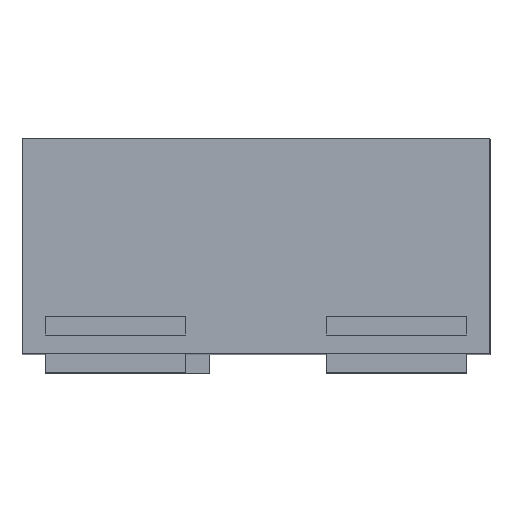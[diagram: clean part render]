
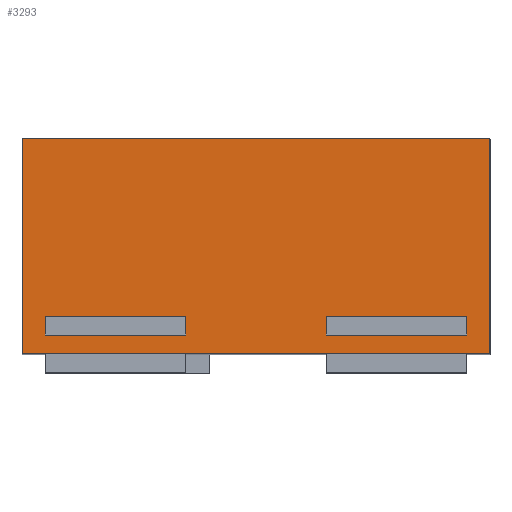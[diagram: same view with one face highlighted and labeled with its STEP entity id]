
A CAD part, top view. The second image highlights one B-rep face of the part: STEP entity #3293.
In plain terms, the highlighted planar face has unit normal (0, 0, 1).
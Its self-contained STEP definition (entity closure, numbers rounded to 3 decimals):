
#28 = FACE_BOUND ( 'NONE', #3861, .T. ) ;
#101 = EDGE_CURVE ( 'NONE', #2752, #3954, #3957, .T. ) ;
#149 = LINE ( 'NONE', #2985, #3117 ) ;
#216 = CARTESIAN_POINT ( 'NONE',  ( -0.45, 0.08, 0.725 ) ) ;
#221 = VECTOR ( 'NONE', #4840, 1000. ) ;
#368 = DIRECTION ( 'NONE',  ( 0., 1., 0. ) ) ;
#406 = EDGE_CURVE ( 'NONE', #3040, #5359, #1554, .T. ) ;
#424 = FACE_OUTER_BOUND ( 'NONE', #5328, .T. ) ;
#439 = LINE ( 'NONE', #4983, #956 ) ;
#746 = VERTEX_POINT ( 'NONE', #4589 ) ;
#756 = VECTOR ( 'NONE', #3683, 1000. ) ;
#817 = CARTESIAN_POINT ( 'NONE',  ( 0.5, 0.5, 0.725 ) ) ;
#874 = ORIENTED_EDGE ( 'NONE', *, *, #2903, .T. ) ;
#956 = VECTOR ( 'NONE', #3170, 1000. ) ;
#971 = CARTESIAN_POINT ( 'NONE',  ( -0.15, 0.12, 0.725 ) ) ;
#1229 = VECTOR ( 'NONE', #2597, 1000. ) ;
#1405 = ORIENTED_EDGE ( 'NONE', *, *, #2082, .T. ) ;
#1414 = VERTEX_POINT ( 'NONE', #971 ) ;
#1462 = ORIENTED_EDGE ( 'NONE', *, *, #4494, .T. ) ;
#1517 = ORIENTED_EDGE ( 'NONE', *, *, #3049, .T. ) ;
#1554 = LINE ( 'NONE', #1727, #1229 ) ;
#1677 = EDGE_LOOP ( 'NONE', ( #4282, #2371, #4894, #2321 ) ) ;
#1694 = CARTESIAN_POINT ( 'NONE',  ( 0.45, 0.08, 0.725 ) ) ;
#1727 = CARTESIAN_POINT ( 'NONE',  ( 0.5, 2.761, 0.725 ) ) ;
#1751 = ORIENTED_EDGE ( 'NONE', *, *, #406, .F. ) ;
#1764 = VECTOR ( 'NONE', #2675, 1000. ) ;
#1768 = CARTESIAN_POINT ( 'NONE',  ( 0.15, 0.08, 0.725 ) ) ;
#1786 = ORIENTED_EDGE ( 'NONE', *, *, #3779, .F. ) ;
#1916 = VECTOR ( 'NONE', #3381, 1000. ) ;
#1961 = CARTESIAN_POINT ( 'NONE',  ( -0.5, 0.5, 0.725 ) ) ;
#1968 = CARTESIAN_POINT ( 'NONE',  ( 0.45, 0.12, 0.725 ) ) ;
#2034 = LINE ( 'NONE', #3590, #221 ) ;
#2035 = LINE ( 'NONE', #3872, #4048 ) ;
#2063 = CARTESIAN_POINT ( 'NONE',  ( 0.5, 0.04, 0.725 ) ) ;
#2082 = EDGE_CURVE ( 'NONE', #746, #5359, #439, .T. ) ;
#2165 = DIRECTION ( 'NONE',  ( -1., 0., 0. ) ) ;
#2186 = CARTESIAN_POINT ( 'NONE',  ( -0.45, 0.12, 0.725 ) ) ;
#2198 = CARTESIAN_POINT ( 'NONE',  ( -0.5, 2.761, 0.725 ) ) ;
#2245 = EDGE_CURVE ( 'NONE', #3282, #1414, #2575, .T. ) ;
#2321 = ORIENTED_EDGE ( 'NONE', *, *, #4126, .T. ) ;
#2345 = LINE ( 'NONE', #2690, #3495 ) ;
#2371 = ORIENTED_EDGE ( 'NONE', *, *, #2245, .T. ) ;
#2486 = LINE ( 'NONE', #1968, #5070 ) ;
#2575 = LINE ( 'NONE', #3402, #1916 ) ;
#2578 = VERTEX_POINT ( 'NONE', #2805 ) ;
#2597 = DIRECTION ( 'NONE',  ( 0., -1., 0. ) ) ;
#2599 = VECTOR ( 'NONE', #5362, 1000. ) ;
#2675 = DIRECTION ( 'NONE',  ( -1., 0., 0. ) ) ;
#2690 = CARTESIAN_POINT ( 'NONE',  ( -0.5, 0.5, 0.725 ) ) ;
#2697 = VERTEX_POINT ( 'NONE', #4186 ) ;
#2752 = VERTEX_POINT ( 'NONE', #4976 ) ;
#2805 = CARTESIAN_POINT ( 'NONE',  ( -0.15, 0.08, 0.725 ) ) ;
#2861 = CARTESIAN_POINT ( 'NONE',  ( -0.15, 0.08, 0.725 ) ) ;
#2903 = EDGE_CURVE ( 'NONE', #3355, #2697, #2034, .T. ) ;
#2981 = DIRECTION ( 'NONE',  ( -1., 0., 0. ) ) ;
#2985 = CARTESIAN_POINT ( 'NONE',  ( -0.5, 2.761, 0.725 ) ) ;
#2987 = ORIENTED_EDGE ( 'NONE', *, *, #3319, .T. ) ;
#3014 = DIRECTION ( 'NONE',  ( 0., 0., -1. ) ) ;
#3040 = VERTEX_POINT ( 'NONE', #817 ) ;
#3049 = EDGE_CURVE ( 'NONE', #2697, #2752, #2486, .T. ) ;
#3117 = VECTOR ( 'NONE', #4996, 1000. ) ;
#3170 = DIRECTION ( 'NONE',  ( 1., 0., 0. ) ) ;
#3282 = VERTEX_POINT ( 'NONE', #2186 ) ;
#3293 = ADVANCED_FACE ( 'NONE', ( #5140, #424, #28 ), #4623, .F. ) ;
#3319 = EDGE_CURVE ( 'NONE', #3954, #3355, #2035, .T. ) ;
#3355 = VERTEX_POINT ( 'NONE', #1768 ) ;
#3381 = DIRECTION ( 'NONE',  ( 1., 0., 0. ) ) ;
#3402 = CARTESIAN_POINT ( 'NONE',  ( -0.45, 0.12, 0.725 ) ) ;
#3495 = VECTOR ( 'NONE', #4329, 1000. ) ;
#3590 = CARTESIAN_POINT ( 'NONE',  ( 0.15, 0.08, 0.725 ) ) ;
#3683 = DIRECTION ( 'NONE',  ( 0., -1., 0. ) ) ;
#3772 = LINE ( 'NONE', #216, #1764 ) ;
#3779 = EDGE_CURVE ( 'NONE', #5251, #3040, #2345, .T. ) ;
#3861 = EDGE_LOOP ( 'NONE', ( #5271, #2987, #874, #1517 ) ) ;
#3872 = CARTESIAN_POINT ( 'NONE',  ( 0.45, 0.08, 0.725 ) ) ;
#3893 = VECTOR ( 'NONE', #368, 1000. ) ;
#3954 = VERTEX_POINT ( 'NONE', #4422 ) ;
#3957 = LINE ( 'NONE', #1694, #2599 ) ;
#3996 = AXIS2_PLACEMENT_3D ( 'NONE', #2198, #3014, #2165 ) ;
#4026 = LINE ( 'NONE', #5309, #3893 ) ;
#4048 = VECTOR ( 'NONE', #2981, 1000. ) ;
#4126 = EDGE_CURVE ( 'NONE', #2578, #4320, #3772, .T. ) ;
#4186 = CARTESIAN_POINT ( 'NONE',  ( 0.15, 0.12, 0.725 ) ) ;
#4258 = LINE ( 'NONE', #2861, #756 ) ;
#4282 = ORIENTED_EDGE ( 'NONE', *, *, #5286, .T. ) ;
#4320 = VERTEX_POINT ( 'NONE', #5339 ) ;
#4325 = EDGE_CURVE ( 'NONE', #1414, #2578, #4258, .T. ) ;
#4329 = DIRECTION ( 'NONE',  ( 1., 0., 0. ) ) ;
#4422 = CARTESIAN_POINT ( 'NONE',  ( 0.45, 0.08, 0.725 ) ) ;
#4494 = EDGE_CURVE ( 'NONE', #5251, #746, #149, .T. ) ;
#4589 = CARTESIAN_POINT ( 'NONE',  ( -0.5, 0.04, 0.725 ) ) ;
#4623 = PLANE ( 'NONE',  #3996 ) ;
#4840 = DIRECTION ( 'NONE',  ( 0., 1., 0. ) ) ;
#4855 = DIRECTION ( 'NONE',  ( 1., 0., 0. ) ) ;
#4894 = ORIENTED_EDGE ( 'NONE', *, *, #4325, .T. ) ;
#4976 = CARTESIAN_POINT ( 'NONE',  ( 0.45, 0.12, 0.725 ) ) ;
#4983 = CARTESIAN_POINT ( 'NONE',  ( -0.5, 0.04, 0.725 ) ) ;
#4996 = DIRECTION ( 'NONE',  ( 0., -1., 0. ) ) ;
#5070 = VECTOR ( 'NONE', #4855, 1000. ) ;
#5140 = FACE_BOUND ( 'NONE', #1677, .T. ) ;
#5251 = VERTEX_POINT ( 'NONE', #1961 ) ;
#5271 = ORIENTED_EDGE ( 'NONE', *, *, #101, .T. ) ;
#5286 = EDGE_CURVE ( 'NONE', #4320, #3282, #4026, .T. ) ;
#5309 = CARTESIAN_POINT ( 'NONE',  ( -0.45, 0.08, 0.725 ) ) ;
#5328 = EDGE_LOOP ( 'NONE', ( #1786, #1462, #1405, #1751 ) ) ;
#5339 = CARTESIAN_POINT ( 'NONE',  ( -0.45, 0.08, 0.725 ) ) ;
#5359 = VERTEX_POINT ( 'NONE', #2063 ) ;
#5362 = DIRECTION ( 'NONE',  ( 0., -1., 0. ) ) ;
